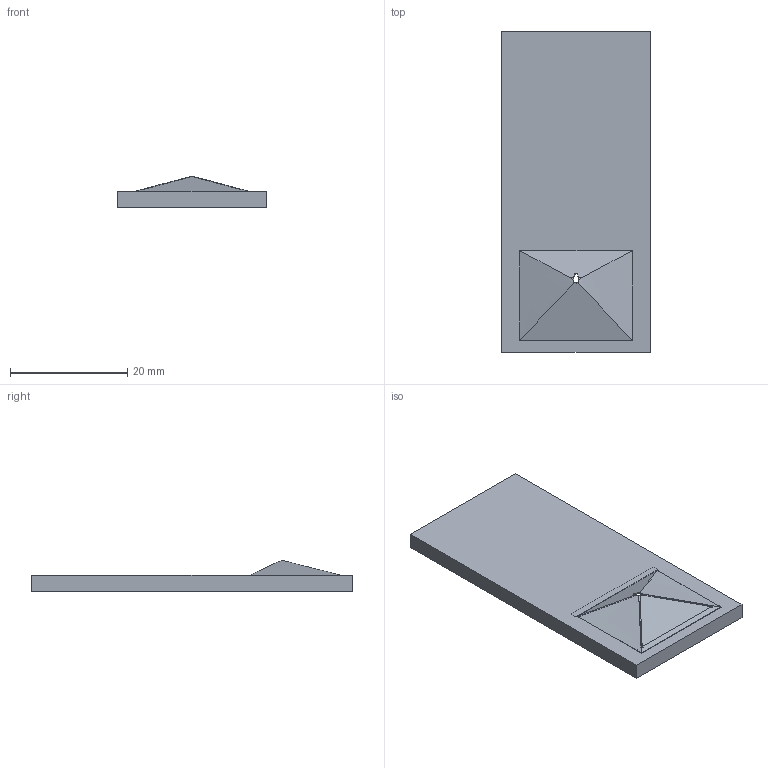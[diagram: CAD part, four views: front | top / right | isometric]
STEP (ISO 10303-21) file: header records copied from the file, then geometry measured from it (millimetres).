
FILE_DESCRIPTION(/* description */ (''),/* implementation_level */ '2;1');
FILE_NAME(/* name */ 'Coneholder_MC_v5_large.stp',/* time_stamp */ '2021-03-31T12:03:30-04:00',/* author */ ('wilson'),/* organization */ (''),/* preprocessor_version */ 'ST-DEVELOPER v18.1',/* originating_system */ 'Autodesk Inventor 2021',/* authorisation */ '');
FILE_SCHEMA (('AUTOMOTIVE_DESIGN { 1 0 10303 214 3 1 1 }'));
Length unit declared in the file: millimetre
Products named in the file (1): Coneholder_MC_v5_large
Bounding box: 25.4 x 54.8 x 5.25 mm (x, y, z)
Volume: 2132.8 mm3; surface area: 3762.2 mm2
Topology: 1 solids, 2 shells, 167 faces, 431 edges, 268 vertices
Faces by surface type: bspline 88, plane 51, cylinder 25, sphere 3
Entity records: 7722 total; most frequent: CARTESIAN_POINT 4144, ORIENTED_EDGE 860, DIRECTION 508, EDGE_CURVE 430, VERTEX_POINT 268, LINE 198, VECTOR 198, EDGE_LOOP 170
